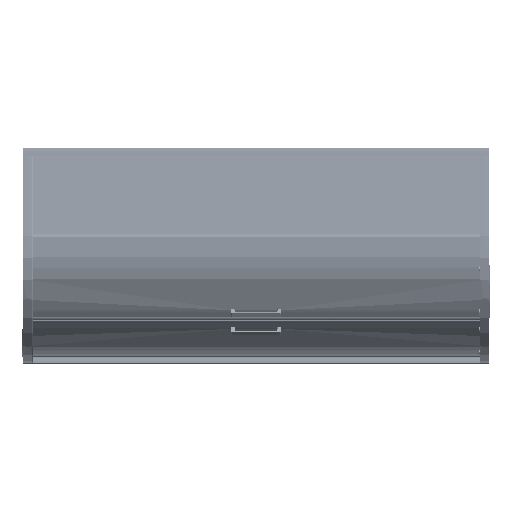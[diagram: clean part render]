
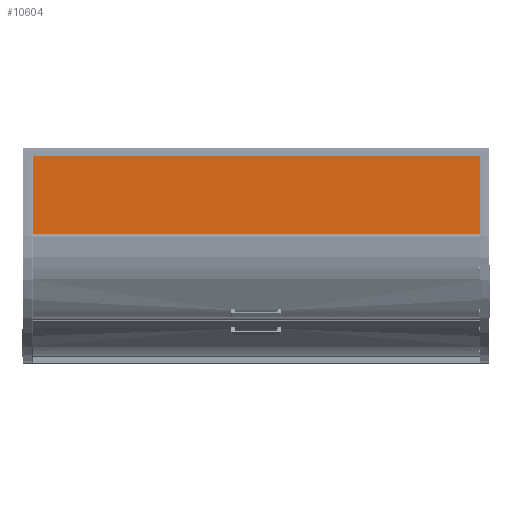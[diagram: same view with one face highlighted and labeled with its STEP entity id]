
A CAD part, left-side view. The second image highlights one B-rep face of the part: STEP entity #10604.
In plain terms, the highlighted face is planar.
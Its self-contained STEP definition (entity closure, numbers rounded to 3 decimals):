
#10297=DIRECTION('',(0.,-1.,0.));
#10298=VECTOR('',#10297,1882.);
#10299=CARTESIAN_POINT('',(-173.,941.,3.));
#10300=LINE('',#10299,#10298);
#10301=DIRECTION('',(-1.,0.,0.));
#10302=VECTOR('',#10301,346.);
#10303=CARTESIAN_POINT('',(173.,941.,3.));
#10304=LINE('',#10303,#10302);
#10305=DIRECTION('',(0.,1.,0.));
#10306=VECTOR('',#10305,1882.);
#10307=CARTESIAN_POINT('',(173.,-941.,3.));
#10308=LINE('',#10307,#10306);
#10309=DIRECTION('',(1.,0.,0.));
#10310=VECTOR('',#10309,346.);
#10311=CARTESIAN_POINT('',(-173.,-941.,3.));
#10312=LINE('',#10311,#10310);
#10421=CARTESIAN_POINT('',(-173.,941.,3.));
#10422=CARTESIAN_POINT('',(-173.,-941.,3.));
#10423=VERTEX_POINT('',#10421);
#10424=VERTEX_POINT('',#10422);
#10429=CARTESIAN_POINT('',(173.,-941.,3.));
#10430=VERTEX_POINT('',#10429);
#10447=CARTESIAN_POINT('',(173.,941.,3.));
#10448=VERTEX_POINT('',#10447);
#10590=CARTESIAN_POINT('',(0.,0.,3.));
#10591=DIRECTION('',(0.,0.,1.));
#10592=DIRECTION('',(1.,0.,0.));
#10593=AXIS2_PLACEMENT_3D('',#10590,#10591,#10592);
#10594=PLANE('',#10593);
#10596=ORIENTED_EDGE('',*,*,#10595,.F.);
#10597=ORIENTED_EDGE('',*,*,#10577,.F.);
#10599=ORIENTED_EDGE('',*,*,#10598,.F.);
#10601=ORIENTED_EDGE('',*,*,#10600,.F.);
#10602=EDGE_LOOP('',(#10596,#10597,#10599,#10601));
#10603=FACE_OUTER_BOUND('',#10602,.F.);
#10577=EDGE_CURVE('',#10448,#10423,#10304,.T.);
#10595=EDGE_CURVE('',#10423,#10424,#10300,.T.);
#10598=EDGE_CURVE('',#10430,#10448,#10308,.T.);
#10600=EDGE_CURVE('',#10424,#10430,#10312,.T.);
#10604=ADVANCED_FACE('',(#10603),#10594,.T.);
